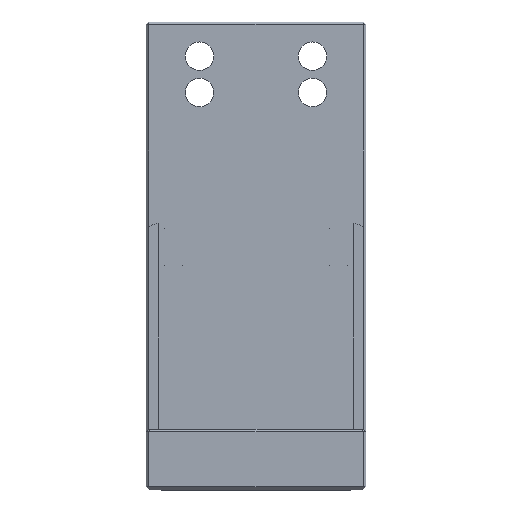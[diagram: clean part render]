
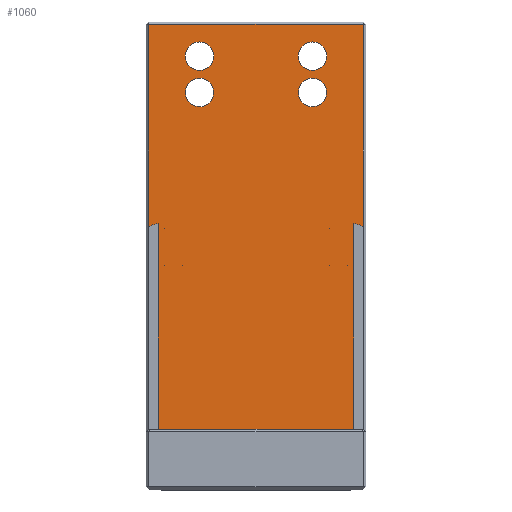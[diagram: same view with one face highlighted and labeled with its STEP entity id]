
A CAD part, top view. The second image highlights one B-rep face of the part: STEP entity #1060.
In plain terms, the highlighted planar face has unit normal (0, 0, 1).
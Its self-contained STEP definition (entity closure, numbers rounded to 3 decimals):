
#35=FACE_BOUND('',#146,.T.);
#36=FACE_BOUND('',#147,.T.);
#37=FACE_BOUND('',#148,.T.);
#38=FACE_BOUND('',#149,.T.);
#39=FACE_BOUND('',#150,.T.);
#40=FACE_BOUND('',#151,.T.);
#45=CIRCLE('',#1114,2.);
#46=CIRCLE('',#1129,2.);
#47=CIRCLE('',#1130,2.35);
#48=CIRCLE('',#1131,2.35);
#49=CIRCLE('',#1132,2.35);
#50=CIRCLE('',#1133,2.35);
#82=FACE_OUTER_BOUND('',#145,.T.);
#145=EDGE_LOOP('',(#766,#767,#768,#769,#770,#771,#772,#773));
#146=EDGE_LOOP('',(#774));
#147=EDGE_LOOP('',(#775));
#148=EDGE_LOOP('',(#776));
#149=EDGE_LOOP('',(#777));
#150=EDGE_LOOP('',(#778,#779,#780,#781,#782));
#151=EDGE_LOOP('',(#783,#784,#785,#786,#787));
#210=LINE('',#1526,#337);
#251=LINE('',#1610,#378);
#252=LINE('',#1612,#379);
#253=LINE('',#1616,#380);
#254=LINE('',#1618,#381);
#255=LINE('',#1619,#382);
#256=LINE('',#1630,#383);
#257=LINE('',#1632,#384);
#258=LINE('',#1634,#385);
#259=LINE('',#1636,#386);
#260=LINE('',#1637,#387);
#261=LINE('',#1640,#388);
#262=LINE('',#1642,#389);
#263=LINE('',#1644,#390);
#264=LINE('',#1646,#391);
#265=LINE('',#1647,#392);
#337=VECTOR('',#1216,10.);
#378=VECTOR('',#1287,10.);
#379=VECTOR('',#1288,10.);
#380=VECTOR('',#1291,10.);
#381=VECTOR('',#1292,10.);
#382=VECTOR('',#1293,10.);
#383=VECTOR('',#1302,10.);
#384=VECTOR('',#1303,10.);
#385=VECTOR('',#1304,10.);
#386=VECTOR('',#1305,10.);
#387=VECTOR('',#1306,10.);
#388=VECTOR('',#1307,10.);
#389=VECTOR('',#1308,10.);
#390=VECTOR('',#1309,10.);
#391=VECTOR('',#1310,10.);
#392=VECTOR('',#1311,10.);
#463=VERTEX_POINT('',#1523);
#464=VERTEX_POINT('',#1525);
#465=VERTEX_POINT('',#1527);
#492=VERTEX_POINT('',#1609);
#493=VERTEX_POINT('',#1611);
#494=VERTEX_POINT('',#1613);
#495=VERTEX_POINT('',#1615);
#496=VERTEX_POINT('',#1617);
#497=VERTEX_POINT('',#1620);
#498=VERTEX_POINT('',#1622);
#499=VERTEX_POINT('',#1624);
#500=VERTEX_POINT('',#1626);
#501=VERTEX_POINT('',#1628);
#502=VERTEX_POINT('',#1629);
#503=VERTEX_POINT('',#1631);
#504=VERTEX_POINT('',#1633);
#505=VERTEX_POINT('',#1635);
#506=VERTEX_POINT('',#1638);
#507=VERTEX_POINT('',#1639);
#508=VERTEX_POINT('',#1641);
#509=VERTEX_POINT('',#1643);
#510=VERTEX_POINT('',#1645);
#554=EDGE_CURVE('',#464,#463,#210,.T.);
#555=EDGE_CURVE('',#464,#465,#45,.F.);
#596=EDGE_CURVE('',#463,#492,#251,.T.);
#597=EDGE_CURVE('',#493,#492,#252,.T.);
#598=EDGE_CURVE('',#494,#493,#46,.F.);
#599=EDGE_CURVE('',#495,#494,#253,.T.);
#600=EDGE_CURVE('',#496,#495,#254,.T.);
#601=EDGE_CURVE('',#465,#496,#255,.T.);
#602=EDGE_CURVE('',#497,#497,#47,.T.);
#603=EDGE_CURVE('',#498,#498,#48,.T.);
#604=EDGE_CURVE('',#499,#499,#49,.T.);
#605=EDGE_CURVE('',#500,#500,#50,.T.);
#606=EDGE_CURVE('',#501,#502,#256,.T.);
#607=EDGE_CURVE('',#503,#501,#257,.T.);
#608=EDGE_CURVE('',#504,#503,#258,.T.);
#609=EDGE_CURVE('',#505,#504,#259,.T.);
#610=EDGE_CURVE('',#502,#505,#260,.T.);
#611=EDGE_CURVE('',#506,#507,#261,.T.);
#612=EDGE_CURVE('',#508,#506,#262,.T.);
#613=EDGE_CURVE('',#509,#508,#263,.T.);
#614=EDGE_CURVE('',#510,#509,#264,.T.);
#615=EDGE_CURVE('',#507,#510,#265,.T.);
#766=ORIENTED_EDGE('',*,*,#554,.T.);
#767=ORIENTED_EDGE('',*,*,#596,.T.);
#768=ORIENTED_EDGE('',*,*,#597,.F.);
#769=ORIENTED_EDGE('',*,*,#598,.F.);
#770=ORIENTED_EDGE('',*,*,#599,.F.);
#771=ORIENTED_EDGE('',*,*,#600,.F.);
#772=ORIENTED_EDGE('',*,*,#601,.F.);
#773=ORIENTED_EDGE('',*,*,#555,.F.);
#774=ORIENTED_EDGE('',*,*,#602,.T.);
#775=ORIENTED_EDGE('',*,*,#603,.T.);
#776=ORIENTED_EDGE('',*,*,#604,.T.);
#777=ORIENTED_EDGE('',*,*,#605,.T.);
#778=ORIENTED_EDGE('',*,*,#606,.F.);
#779=ORIENTED_EDGE('',*,*,#607,.F.);
#780=ORIENTED_EDGE('',*,*,#608,.F.);
#781=ORIENTED_EDGE('',*,*,#609,.F.);
#782=ORIENTED_EDGE('',*,*,#610,.F.);
#783=ORIENTED_EDGE('',*,*,#611,.F.);
#784=ORIENTED_EDGE('',*,*,#612,.F.);
#785=ORIENTED_EDGE('',*,*,#613,.F.);
#786=ORIENTED_EDGE('',*,*,#614,.F.);
#787=ORIENTED_EDGE('',*,*,#615,.F.);
#1009=PLANE('',#1128);
#1060=ADVANCED_FACE('',(#82,#35,#36,#37,#38,#39,#40),#1009,.T.);
#1114=AXIS2_PLACEMENT_3D('',#1528,#1217,#1218);
#1128=AXIS2_PLACEMENT_3D('',#1608,#1285,#1286);
#1129=AXIS2_PLACEMENT_3D('',#1614,#1289,#1290);
#1130=AXIS2_PLACEMENT_3D('',#1621,#1294,#1295);
#1131=AXIS2_PLACEMENT_3D('',#1623,#1296,#1297);
#1132=AXIS2_PLACEMENT_3D('',#1625,#1298,#1299);
#1133=AXIS2_PLACEMENT_3D('',#1627,#1300,#1301);
#1216=DIRECTION('',(0.,-1.,0.));
#1217=DIRECTION('center_axis',(0.,0.,
-1.));
#1218=DIRECTION('ref_axis',(-0.707,0.707,0.));
#1285=DIRECTION('center_axis',(0.,0.,
1.));
#1286=DIRECTION('ref_axis',(0.,1.,0.));
#1287=DIRECTION('',(1.,0.,0.));
#1288=DIRECTION('',(0.,-1.,0.));
#1289=DIRECTION('center_axis',(0.,0.,
-1.));
#1290=DIRECTION('ref_axis',(0.707,0.707,0.));
#1291=DIRECTION('',(0.,-1.,0.));
#1292=DIRECTION('',(1.,0.,0.));
#1293=DIRECTION('',(0.,1.,0.));
#1294=DIRECTION('center_axis',(0.,0.,
-1.));
#1295=DIRECTION('ref_axis',(0.,1.,0.));
#1296=DIRECTION('center_axis',(0.,0.,
-1.));
#1297=DIRECTION('ref_axis',(0.,1.,0.));
#1298=DIRECTION('center_axis',(0.,0.,
-1.));
#1299=DIRECTION('ref_axis',(0.,1.,0.));
#1300=DIRECTION('center_axis',(0.,0.,
-1.));
#1301=DIRECTION('ref_axis',(0.,1.,0.));
#1302=DIRECTION('',(-1.,0.,0.));
#1303=DIRECTION('',(0.,1.,0.));
#1304=DIRECTION('',(1.,0.,0.));
#1305=DIRECTION('',(0.,-1.,0.));
#1306=DIRECTION('',(0.,1.,0.));
#1307=DIRECTION('',(-1.,0.,0.));
#1308=DIRECTION('',(0.,1.,0.));
#1309=DIRECTION('',(1.,0.,0.));
#1310=DIRECTION('',(0.,-1.,0.));
#1311=DIRECTION('',(0.,1.,0.));
#1523=CARTESIAN_POINT('',(112.5,270.749,-2.5));
#1525=CARTESIAN_POINT('',(112.5,304.749,-2.5));
#1526=CARTESIAN_POINT('',(112.5,304.749,-2.5));
#1527=CARTESIAN_POINT('',(110.9,303.949,-2.5));
#1528=CARTESIAN_POINT('Origin',(112.5,302.749,-2.5));
#1608=CARTESIAN_POINT('Origin',(145.255,296.285,-2.5));
#1609=CARTESIAN_POINT('',(144.755,270.749,-2.5));
#1610=CARTESIAN_POINT('',(144.755,270.749,-2.5));
#1611=CARTESIAN_POINT('',(144.755,304.749,-2.5));
#1612=CARTESIAN_POINT('',(144.755,304.749,-2.5));
#1613=CARTESIAN_POINT('',(146.355,303.949,-2.5));
#1614=CARTESIAN_POINT('Origin',(144.755,302.749,-2.5));
#1615=CARTESIAN_POINT('',(146.355,337.629,-2.5));
#1616=CARTESIAN_POINT('',(146.355,309.471,-2.5));
#1617=CARTESIAN_POINT('',(110.9,337.629,-2.5));
#1618=CARTESIAN_POINT('',(136.941,337.629,-2.5));
#1619=CARTESIAN_POINT('',(110.9,309.471,-2.5));
#1620=CARTESIAN_POINT('',(137.941,324.039,-2.5));
#1621=CARTESIAN_POINT('Origin',(137.941,326.389,-2.5));
#1622=CARTESIAN_POINT('',(119.314,330.039,-2.5));
#1623=CARTESIAN_POINT('Origin',(119.314,332.389,-2.5));
#1624=CARTESIAN_POINT('',(137.941,330.039,-2.5));
#1625=CARTESIAN_POINT('Origin',(137.941,332.389,-2.5));
#1626=CARTESIAN_POINT('',(119.314,324.039,-2.5));
#1627=CARTESIAN_POINT('Origin',(119.314,326.389,-2.5));
#1628=CARTESIAN_POINT('',(143.766,297.75,-2.5));
#1629=CARTESIAN_POINT('',(140.744,297.75,-2.5));
#1630=CARTESIAN_POINT('',(129.628,297.75,-2.5));
#1631=CARTESIAN_POINT('',(143.766,297.749,-2.5));
#1632=CARTESIAN_POINT('',(143.766,300.85,-2.5));
#1633=CARTESIAN_POINT('',(140.744,297.749,-2.5));
#1634=CARTESIAN_POINT('',(120.564,297.749,-2.5));
#1635=CARTESIAN_POINT('',(140.744,303.95,-2.5));
#1636=CARTESIAN_POINT('',(140.744,300.85,-2.5));
#1637=CARTESIAN_POINT('',(140.744,303.95,-2.5));
#1638=CARTESIAN_POINT('',(116.511,297.75,-2.5));
#1639=CARTESIAN_POINT('',(113.489,297.75,-2.5));
#1640=CARTESIAN_POINT('',(129.628,297.75,-2.5));
#1641=CARTESIAN_POINT('',(116.511,297.749,-2.5));
#1642=CARTESIAN_POINT('',(116.511,300.85,-2.5));
#1643=CARTESIAN_POINT('',(113.489,297.749,-2.5));
#1644=CARTESIAN_POINT('',(120.564,297.749,-2.5));
#1645=CARTESIAN_POINT('',(113.489,303.95,-2.5));
#1646=CARTESIAN_POINT('',(113.489,300.85,-2.5));
#1647=CARTESIAN_POINT('',(113.489,303.95,-2.5));
